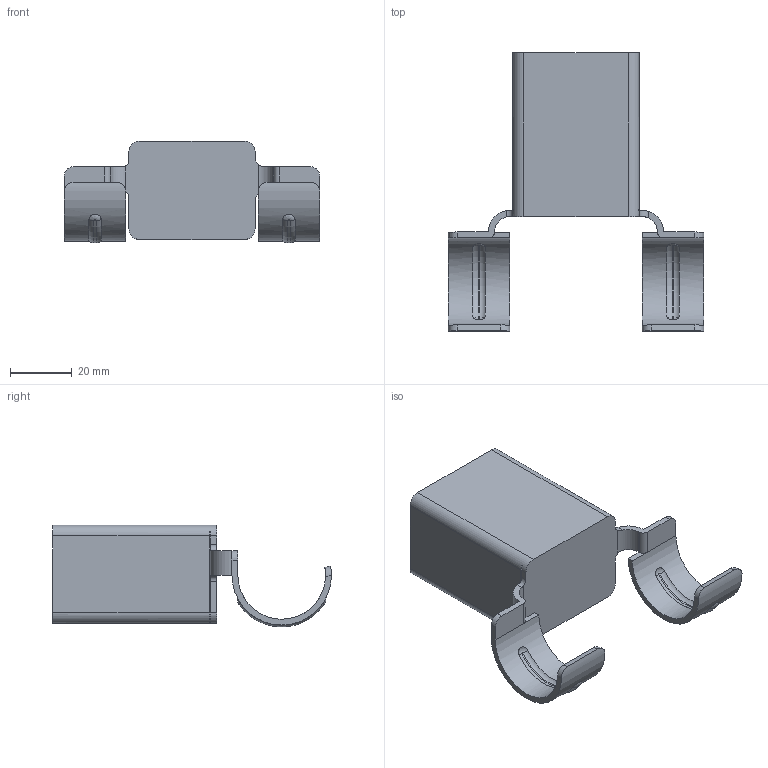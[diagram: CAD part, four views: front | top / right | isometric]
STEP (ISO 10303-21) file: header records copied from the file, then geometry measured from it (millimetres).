
FILE_DESCRIPTION(/* description */ (''),/* implementation_level */ '2;1');
FILE_NAME(/* name */ 'M-032-VZ Rollenschienenaufnahme rund aussen 35.stp',/* time_stamp */ '2020-08-12T14:04:49+02:00',/* author */ ('jmaun'),/* organization */ (''),/* preprocessor_version */ 'ST-DEVELOPER v17',/* originating_system */ 'Autodesk Inventor 2019',/* authorisation */ '');
FILE_SCHEMA (('AUTOMOTIVE_DESIGN { 1 0 10303 214 3 1 1 }'));
Length unit declared in the file: millimetre
Products named in the file (1): M-032-VZ Rollenschienenaufnahme rund aussen  35
Bounding box: 83 x 90.6 x 33.1 mm (x, y, z)
Volume: 17999.4 mm3; surface area: 19614.9 mm2
Topology: 1 solids, 1 shells, 94 faces, 256 edges, 168 vertices
Faces by surface type: plane 40, cylinder 38, bspline 8, torus 8
Entity records: 4709 total; most frequent: CARTESIAN_POINT 2205, ORIENTED_EDGE 512, DIRECTION 482, EDGE_CURVE 256, AXIS2_PLACEMENT_3D 179, VERTEX_POINT 168, LINE 124, VECTOR 124
